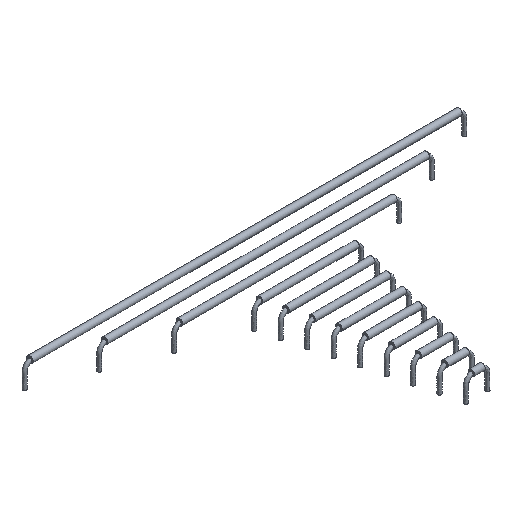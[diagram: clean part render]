
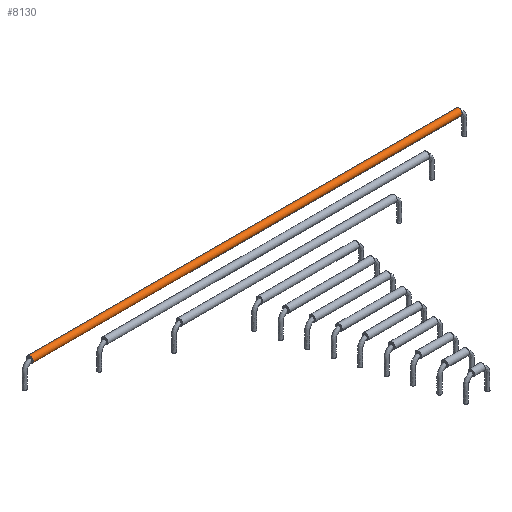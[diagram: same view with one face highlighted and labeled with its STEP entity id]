
A CAD part, isometric view. The second image highlights one B-rep face of the part: STEP entity #8130.
In plain terms, the highlighted cylindrical face has radius 0.75 mm (diameter 1.5 mm), a full revolution.
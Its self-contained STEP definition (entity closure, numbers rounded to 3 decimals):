
#8080=CARTESIAN_POINT('',(-50.8,55.,0.));
#8081=DIRECTION('',(1.,0.,-0.));
#8082=DIRECTION('',(-0.,0.,-1.));
#8083=AXIS2_PLACEMENT_3D('',#8080,#8081,#8082);
#8084=CYLINDRICAL_SURFACE('',#8083,0.75);
#8085=CARTESIAN_POINT('',(50.8,55.,-0.75));
#8086=VERTEX_POINT('',#8085);
#8087=CARTESIAN_POINT('',(-50.8,55.,-0.75));
#8088=VERTEX_POINT('',#8087);
#8089=CARTESIAN_POINT('',(50.8,55.,-0.75));
#8090=DIRECTION('',(-1.,-0.,0.));
#8091=VECTOR('',#8090,101.6);
#8092=LINE('',#8089,#8091);
#8093=EDGE_CURVE('',#8086,#8088,#8092,.T.);
#8094=ORIENTED_EDGE('',*,*,#8093,.T.);
#8095=CARTESIAN_POINT('',(-50.8,55.,0.75));
#8096=VERTEX_POINT('',#8095);
#8097=CARTESIAN_POINT('',(-50.8,55.,0.));
#8098=DIRECTION('',(-1.,0.,0.));
#8099=DIRECTION('',(0.,0.,1.));
#8100=AXIS2_PLACEMENT_3D('',#8097,#8098,#8099);
#8101=CIRCLE('',#8100,0.75);
#8102=EDGE_CURVE('',#8096,#8088,#8101,.T.);
#8103=ORIENTED_EDGE('',*,*,#8102,.F.);
#8104=CARTESIAN_POINT('',(-50.8,55.,0.));
#8105=DIRECTION('',(-1.,0.,0.));
#8106=DIRECTION('',(0.,0.,1.));
#8107=AXIS2_PLACEMENT_3D('',#8104,#8105,#8106);
#8108=CIRCLE('',#8107,0.75);
#8109=EDGE_CURVE('',#8088,#8096,#8108,.T.);
#8110=ORIENTED_EDGE('',*,*,#8109,.F.);
#8111=ORIENTED_EDGE('',*,*,#8093,.F.);
#8112=CARTESIAN_POINT('',(50.8,55.,0.75));
#8113=VERTEX_POINT('',#8112);
#8114=CARTESIAN_POINT('',(50.8,55.,-0.));
#8115=DIRECTION('',(-1.,0.,0.));
#8116=DIRECTION('',(0.,0.,1.));
#8117=AXIS2_PLACEMENT_3D('',#8114,#8115,#8116);
#8118=CIRCLE('',#8117,0.75);
#8119=EDGE_CURVE('',#8086,#8113,#8118,.T.);
#8120=ORIENTED_EDGE('',*,*,#8119,.T.);
#8121=CARTESIAN_POINT('',(50.8,55.,-0.));
#8122=DIRECTION('',(-1.,0.,0.));
#8123=DIRECTION('',(0.,0.,1.));
#8124=AXIS2_PLACEMENT_3D('',#8121,#8122,#8123);
#8125=CIRCLE('',#8124,0.75);
#8126=EDGE_CURVE('',#8113,#8086,#8125,.T.);
#8127=ORIENTED_EDGE('',*,*,#8126,.T.);
#8128=EDGE_LOOP('',(#8094,#8103,#8110,#8111,#8120,#8127));
#8129=FACE_BOUND('',#8128,.T.);
#8130=ADVANCED_FACE('',(#8129),#8084,.T.);
